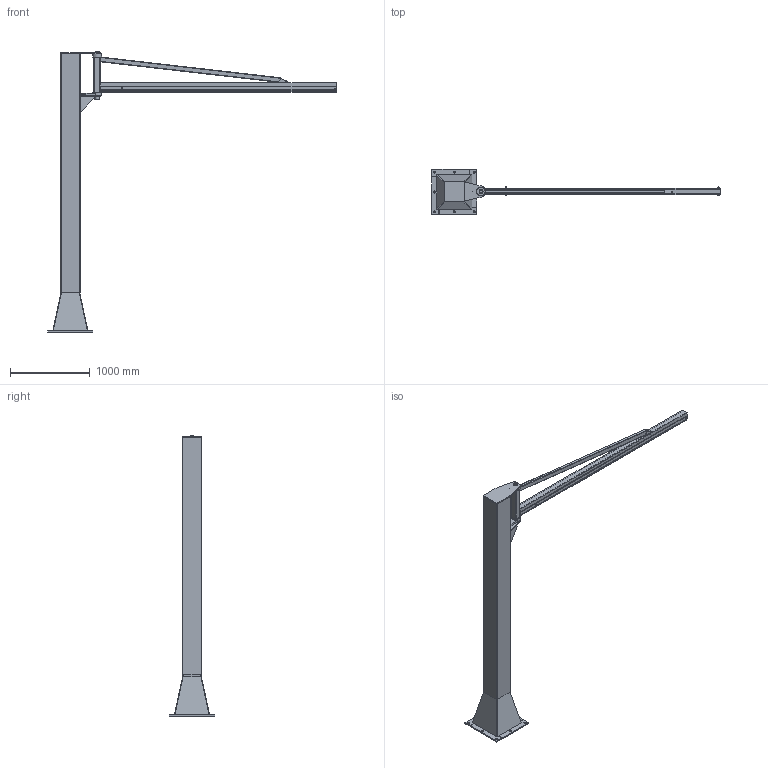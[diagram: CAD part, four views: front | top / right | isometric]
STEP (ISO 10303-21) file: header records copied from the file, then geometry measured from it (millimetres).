
FILE_DESCRIPTION(('STEP AP214'),'1');
FILE_NAME('PMH Pelarsvängkran Oden 500-3.stp','2013-08-15T14:35:21',(' '),(' '),'Spatial InterOp 3D',' ',' ');
FILE_SCHEMA(('automotive_design'));
Length unit declared in the file: millimetre
Products named in the file (56): O0500-3; Lagerbox IV; KKR; Profil 6; Kil IV _ V; Kil Sida IV / V; Kil Ovansida IV / V; _ndstopp Profil 6; Hydraulrör, L=70; Polyfjäder 32s/12; Bultf_rband M10x100; M6S M10x100; DIN_985 M10; UNP80; PMH Pelarsvangkran Oden 500-3; Pelarfot IV; Sida Pelarfot IV; Plattstål Pelarfot IV; Pelare IV; KKR-profil 250; Förstärkningsplåt IV; Undre Fästöra IV; Övre Fästöra IV; Axel III _ IV; Axelkant III / IV; Axel III / IV; Distansbricka III / IV; Hylsa III / IV; Bultf_rband M8; DIN_985 M8; M6S M8x65; Broms Pelare IV; Bromsback IV; Bolt Assembly; Gängstång M10x130; M6M M10; Tryckfjäder Ø14/10,5, L=55 on Compression
Assembly tree (55 placements, depth 5):
  PMH Pelarsvangkran Oden 500-3
    O0500-3
      Lagerbox IV
      Lagerbox IV
      KKR
      Profil 6
      Kil IV _ V
        Kil Sida IV / V
        Kil Sida IV / V
        Kil Ovansida IV / V
      _ndstopp Profil 6
        Hydraulrör, L=70
        Polyfjäder 32s/12
        Bultf_rband M10x100
          M6S M10x100
          DIN_985 M10
      Bultf_rband M10x100
        M6S M10x100
        DIN_985 M10
      UNP80
      KKR
    Pelare IV
      Pelarfot IV
        Sida Pelarfot IV
        Sida Pelarfot IV
        Sida Pelarfot IV
        Sida Pelarfot IV
        Plattstål Pelarfot IV
        Plattstål Pelarfot IV
        Plattstål Pelarfot IV
        Plattstål Pelarfot IV
      KKR-profil 250
      Förstärkningsplåt IV
      Förstärkningsplåt IV
      Undre Fästöra IV
      Övre Fästöra IV
      Axel III _ IV
        Axelkant III / IV
        Axel III / IV
        Distansbricka III / IV
        Hylsa III / IV
        Bultf_rband M8
          DIN_985 M8
          M6S M8x65
      Broms Pelare IV
        Bromsback IV
        Bolt Assembly
          Gängstång M10x130
          M6M M10
          M6M M10
          Tryckfjäder Ø14/10,5, L=55 on Compression
        Bolt Assembly
          Gängstång M10x130
          M6M M10
          M6M M10
          Tryckfjäder Ø14/10,5, L=55 on Compression
Bounding box: 3617.5 x 565 x 3515 mm (x, y, z)
Volume: 210115768.7 mm3; surface area: 8646066.9 mm2
Topology: 43 solids, 43 shells, 474 faces, 1031 edges, 649 vertices
Faces by surface type: plane 266, cone 114, cylinder 88, bspline 6
Full cylindrical faces by diameter (mm): 4.5 x1, 7.28 x1, 8 x2, 9 x3, 9.1 x2, 10 x10, 11 x7, 12 x1, 13 x1, 15 x1, 17 x2, 26 x8, 32 x1, 35 x3, 35.5 x2, 36 x1, 50 x3, 112 x2
Entity records: 24635 total; most frequent: CARTESIAN_POINT 9984, DIRECTION 2070, ORIENTED_EDGE 1878, EDGE_CURVE 939, AXIS2_PLACEMENT_3D 817, VERTEX_POINT 631, EDGE_LOOP 612, FACE_OUTER_BOUND 531
